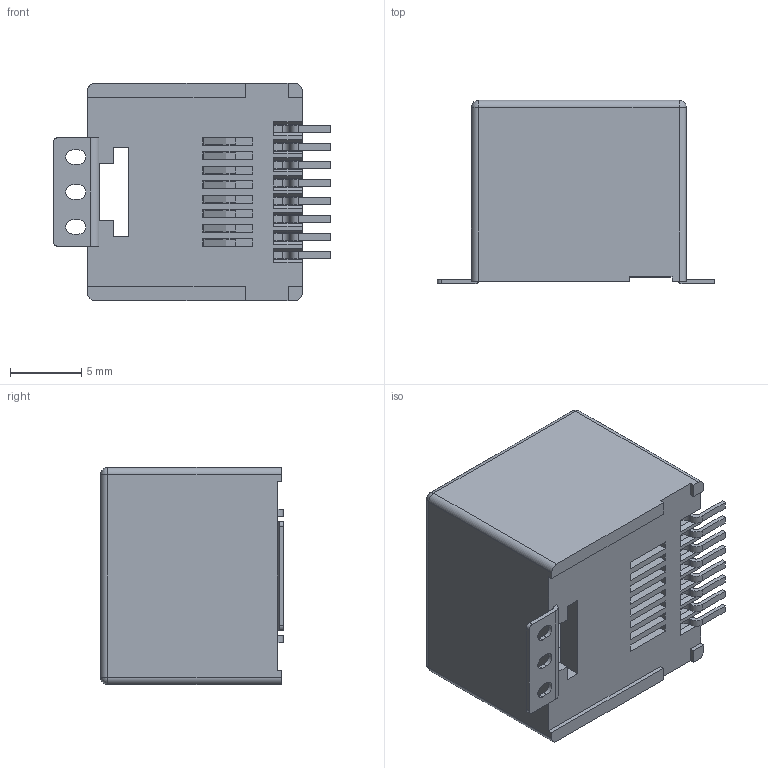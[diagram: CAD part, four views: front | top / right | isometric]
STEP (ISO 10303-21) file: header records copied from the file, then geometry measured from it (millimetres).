
FILE_DESCRIPTION((''),'2;1');
FILE_NAME('855135013','2014-03-11T',('me'),(''),'PRO/ENGINEER BY PARAMETRIC TECHNOLOGY CORPORATION, 2011490','PRO/ENGINEER BY PARAMETRIC TECHNOLOGY CORPORATION, 2011490','');
FILE_SCHEMA(('CONFIG_CONTROL_DESIGN'));
Length unit declared in the file: millimetre
Products named in the file (1): 855135013
Bounding box: 19.48 x 12.85 x 15.24 mm (x, y, z)
Volume: 1744.2 mm3; surface area: 2219 mm2
Topology: 1 solids, 1 shells, 373 faces, 1125 edges, 754 vertices
Faces by surface type: plane 318, cylinder 51, sphere 4
Entity records: 12507 total; most frequent: CARTESIAN_POINT 2217, ORIENTED_EDGE 2178, DIRECTION 1977, EDGE_CURVE 1089, VECTOR 1021, LINE 1021, VERTEX_POINT 718, AXIS2_PLACEMENT_3D 478
